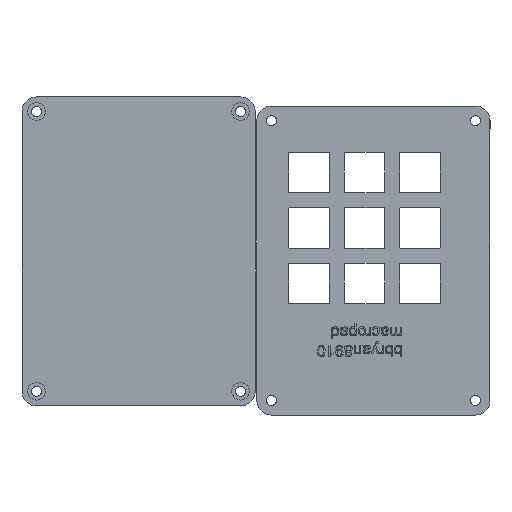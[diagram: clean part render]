
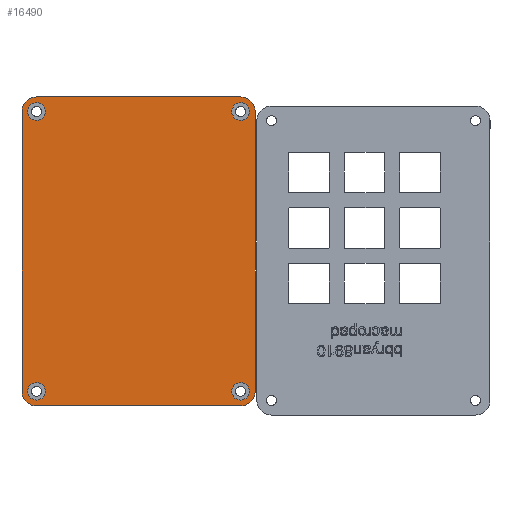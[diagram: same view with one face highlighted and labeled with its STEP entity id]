
A CAD part, front view. The second image highlights one B-rep face of the part: STEP entity #16490.
In plain terms, the highlighted face is planar.
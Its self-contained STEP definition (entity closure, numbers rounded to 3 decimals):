
#176=CIRCLE('',#16883,5.);
#184=CIRCLE('',#16894,5.);
#185=CIRCLE('',#16896,5.);
#186=CIRCLE('',#16899,5.);
#187=CIRCLE('',#16908,3.);
#189=CIRCLE('',#16911,3.);
#191=CIRCLE('',#16914,3.);
#193=CIRCLE('',#16917,3.);
#280=FACE_BOUND('',#2370,.T.);
#281=FACE_BOUND('',#2371,.T.);
#282=FACE_BOUND('',#2372,.T.);
#283=FACE_BOUND('',#2373,.T.);
#522=PLANE('',#16922);
#1403=FACE_OUTER_BOUND('',#2369,.T.);
#2369=EDGE_LOOP('',(#14988,#14989,#14990,#14991,#14992,#14993,#14994,#14995));
#2370=EDGE_LOOP('',(#14996));
#2371=EDGE_LOOP('',(#14997));
#2372=EDGE_LOOP('',(#14998));
#2373=EDGE_LOOP('',(#14999));
#3538=LINE('',#33900,#4724);
#3547=LINE('',#33920,#4733);
#3549=LINE('',#33926,#4735);
#3567=LINE('',#33979,#4753);
#4724=VECTOR('',#18828,10.);
#4733=VECTOR('',#18847,10.);
#4735=VECTOR('',#18855,10.);
#4753=VECTOR('',#18915,10.);
#7544=VERTEX_POINT('',#33855);
#7545=VERTEX_POINT('',#33857);
#7564=VERTEX_POINT('',#33899);
#7565=VERTEX_POINT('',#33903);
#7566=VERTEX_POINT('',#33907);
#7567=VERTEX_POINT('',#33909);
#7570=VERTEX_POINT('',#33918);
#7571=VERTEX_POINT('',#33922);
#7578=VERTEX_POINT('',#33952);
#7580=VERTEX_POINT('',#33958);
#7582=VERTEX_POINT('',#33964);
#7584=VERTEX_POINT('',#33970);
#9998=EDGE_CURVE('',#7544,#7545,#176,.T.);
#10019=EDGE_CURVE('',#7564,#7545,#3538,.T.);
#10021=EDGE_CURVE('',#7564,#7565,#184,.T.);
#10024=EDGE_CURVE('',#7566,#7567,#185,.T.);
#10030=EDGE_CURVE('',#7566,#7570,#3547,.T.);
#10032=EDGE_CURVE('',#7571,#7570,#186,.T.);
#10033=EDGE_CURVE('',#7571,#7565,#3549,.T.);
#10046=EDGE_CURVE('',#7578,#7578,#187,.T.);
#10049=EDGE_CURVE('',#7580,#7580,#189,.T.);
#10052=EDGE_CURVE('',#7582,#7582,#191,.T.);
#10055=EDGE_CURVE('',#7584,#7584,#193,.T.);
#10059=EDGE_CURVE('',#7544,#7567,#3567,.T.);
#14988=ORIENTED_EDGE('',*,*,#9998,.F.);
#14989=ORIENTED_EDGE('',*,*,#10059,.T.);
#14990=ORIENTED_EDGE('',*,*,#10024,.F.);
#14991=ORIENTED_EDGE('',*,*,#10030,.T.);
#14992=ORIENTED_EDGE('',*,*,#10032,.F.);
#14993=ORIENTED_EDGE('',*,*,#10033,.T.);
#14994=ORIENTED_EDGE('',*,*,#10021,.F.);
#14995=ORIENTED_EDGE('',*,*,#10019,.T.);
#14996=ORIENTED_EDGE('',*,*,#10055,.F.);
#14997=ORIENTED_EDGE('',*,*,#10049,.F.);
#14998=ORIENTED_EDGE('',*,*,#10046,.F.);
#14999=ORIENTED_EDGE('',*,*,#10052,.F.);
#16490=ADVANCED_FACE('',(#1403,#280,#281,#282,#283),#522,.F.);
#16883=AXIS2_PLACEMENT_3D('',#33858,#18795,#18796);
#16894=AXIS2_PLACEMENT_3D('',#33904,#18832,#18833);
#16896=AXIS2_PLACEMENT_3D('',#33910,#18838,#18839);
#16899=AXIS2_PLACEMENT_3D('',#33924,#18851,#18852);
#16908=AXIS2_PLACEMENT_3D('',#33953,#18882,#18883);
#16911=AXIS2_PLACEMENT_3D('',#33959,#18889,#18890);
#16914=AXIS2_PLACEMENT_3D('',#33965,#18896,#18897);
#16917=AXIS2_PLACEMENT_3D('',#33971,#18903,#18904);
#16922=AXIS2_PLACEMENT_3D('',#33980,#18916,#18917);
#18795=DIRECTION('center_axis',(0.,0.,
1.));
#18796=DIRECTION('ref_axis',(-0.707,-0.707,0.));
#18828=DIRECTION('',(-1.,0.,0.));
#18832=DIRECTION('center_axis',(0.,0.,
1.));
#18833=DIRECTION('ref_axis',(0.707,-0.707,0.));
#18838=DIRECTION('center_axis',(0.,0.,
1.));
#18839=DIRECTION('ref_axis',(-0.707,0.707,0.));
#18847=DIRECTION('',(1.,0.,0.));
#18851=DIRECTION('center_axis',(0.,0.,
1.));
#18852=DIRECTION('ref_axis',(0.707,0.707,0.));
#18855=DIRECTION('',(0.,-1.,0.));
#18882=DIRECTION('center_axis',(0.,0.,
-1.));
#18883=DIRECTION('ref_axis',(1.,0.,0.));
#18889=DIRECTION('center_axis',(0.,0.,
-1.));
#18890=DIRECTION('ref_axis',(1.,0.,0.));
#18896=DIRECTION('center_axis',(0.,0.,
-1.));
#18897=DIRECTION('ref_axis',(1.,0.,0.));
#18903=DIRECTION('center_axis',(0.,0.,
-1.));
#18904=DIRECTION('ref_axis',(1.,0.,0.));
#18915=DIRECTION('',(0.,1.,0.));
#18916=DIRECTION('center_axis',(0.,0.,
1.));
#18917=DIRECTION('ref_axis',(1.,0.,0.));
#33855=CARTESIAN_POINT('',(18.297,101.998,-69.927));
#33857=CARTESIAN_POINT('',(23.297,96.998,-69.927));
#33858=CARTESIAN_POINT('Origin',(23.297,101.998,-69.927));
#33899=CARTESIAN_POINT('',(93.297,96.998,-69.927));
#33900=CARTESIAN_POINT('',(98.297,96.998,-69.927));
#33903=CARTESIAN_POINT('',(98.297,101.998,-69.927));
#33904=CARTESIAN_POINT('Origin',(93.297,101.998,-69.927));
#33907=CARTESIAN_POINT('',(23.297,202.998,-69.927));
#33909=CARTESIAN_POINT('',(18.297,197.998,-69.927));
#33910=CARTESIAN_POINT('Origin',(23.297,197.998,-69.927));
#33918=CARTESIAN_POINT('',(93.297,202.998,-69.927));
#33920=CARTESIAN_POINT('',(18.297,202.998,-69.927));
#33922=CARTESIAN_POINT('',(98.297,197.998,-69.927));
#33924=CARTESIAN_POINT('Origin',(93.297,197.998,-69.927));
#33926=CARTESIAN_POINT('',(98.297,202.998,-69.927));
#33952=CARTESIAN_POINT('',(90.297,101.998,-69.927));
#33953=CARTESIAN_POINT('Origin',(93.297,101.998,-69.927));
#33958=CARTESIAN_POINT('',(20.297,101.998,-69.927));
#33959=CARTESIAN_POINT('Origin',(23.297,101.998,-69.927));
#33964=CARTESIAN_POINT('',(20.297,197.998,-69.927));
#33965=CARTESIAN_POINT('Origin',(23.297,197.998,-69.927));
#33970=CARTESIAN_POINT('',(90.297,197.998,-69.927));
#33971=CARTESIAN_POINT('Origin',(93.297,197.998,-69.927));
#33979=CARTESIAN_POINT('',(18.297,96.998,-69.927));
#33980=CARTESIAN_POINT('Origin',(58.297,149.998,-69.927));
